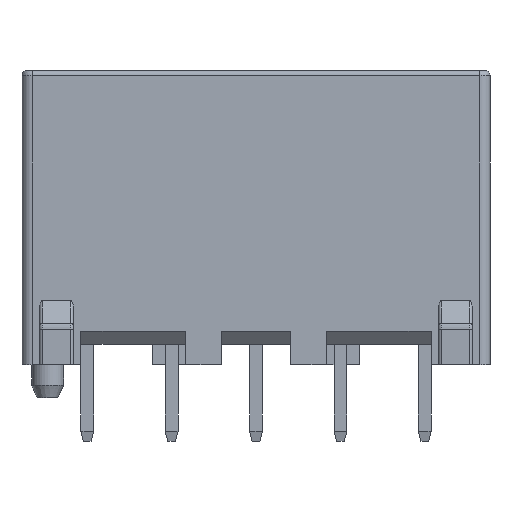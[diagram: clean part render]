
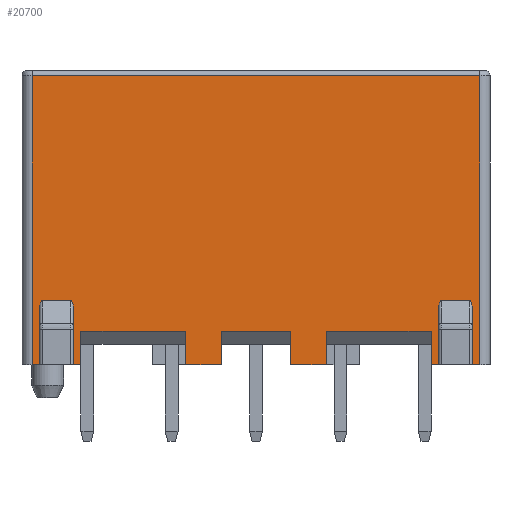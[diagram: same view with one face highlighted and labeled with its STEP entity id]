
A CAD part, front view. The second image highlights one B-rep face of the part: STEP entity #20700.
In plain terms, the highlighted planar face has unit normal (0, -1, 0).
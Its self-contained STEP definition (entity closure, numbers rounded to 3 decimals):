
#16800=CARTESIAN_POINT('',(-18.557,-3.45,0.));
#16810=DIRECTION('',(-1.,0.,-0.));
#16820=VECTOR('',#16810,1.);
#16830=LINE('',#16800,#16820);
#16840=CARTESIAN_POINT('',(-8.45,-3.45,0.));
#16850=VERTEX_POINT('',#16840);
#16860=CARTESIAN_POINT('',(-8.75,-3.45,0.));
#16870=VERTEX_POINT('',#16860);
#16880=EDGE_CURVE('',#16850,#16870,#16830,.T.);
#17280=CARTESIAN_POINT('',(-7.15,-3.45,0.));
#17290=VERTEX_POINT('',#17280);
#17320=CARTESIAN_POINT('',(-18.557,-3.45,0.));
#17330=DIRECTION('',(-1.,0.,-0.));
#17340=VECTOR('',#17330,1.);
#17350=LINE('',#17320,#17340);
#17360=CARTESIAN_POINT('',(-6.85,-3.45,0.));
#17370=VERTEX_POINT('',#17360);
#17380=EDGE_CURVE('',#17370,#17290,#17350,.T.);
#17900=CARTESIAN_POINT('',(-8.75,-3.45,11.3));
#17910=VERTEX_POINT('',#17900);
#17940=CARTESIAN_POINT('',(-8.75,-3.45,0.));
#17950=DIRECTION('',(0.,0.,1.));
#17960=VECTOR('',#17950,1.);
#17970=LINE('',#17940,#17960);
#17980=EDGE_CURVE('',#16870,#17910,#17970,.T.);
#18580=CARTESIAN_POINT('',(8.75,-3.45,11.3));
#18590=VERTEX_POINT('',#18580);
#18620=CARTESIAN_POINT('',(-8.75,-3.45,11.3));
#18630=DIRECTION('',(1.,0.,0.));
#18640=VECTOR('',#18630,1.);
#18650=LINE('',#18620,#18640);
#18660=EDGE_CURVE('',#17910,#18590,#18650,.T.);
#18710=CARTESIAN_POINT('',(-9.195,-3.45,-0.29));
#18720=DIRECTION('',(0.,-1.,-0.));
#18730=DIRECTION('',(-1.,0.,-0.));
#18740=AXIS2_PLACEMENT_3D('',#18710,#18720,#18730);
#18750=PLANE('',#18740);
#18760=CARTESIAN_POINT('',(-6.85,-3.45,1.652));
#18770=DIRECTION('',(0.,0.,1.));
#18780=VECTOR('',#18770,1.);
#18790=LINE('',#18760,#18780);
#18800=CARTESIAN_POINT('',(-6.85,-3.45,1.3));
#18810=VERTEX_POINT('',#18800);
#18820=EDGE_CURVE('',#17370,#18810,#18790,.T.);
#18830=ORIENTED_EDGE('',*,*,#18820,.T.);
#18840=ORIENTED_EDGE('',*,*,#17380,.F.);
#18850=CARTESIAN_POINT('',(-7.15,-3.45,1.652));
#18860=DIRECTION('',(0.,0.,1.));
#18870=VECTOR('',#18860,1.);
#18880=LINE('',#18850,#18870);
#18890=CARTESIAN_POINT('',(-7.15,-3.45,2.276));
#18900=VERTEX_POINT('',#18890);
#18910=EDGE_CURVE('',#17290,#18900,#18880,.T.);
#18920=ORIENTED_EDGE('',*,*,#18910,.F.);
#18930=CARTESIAN_POINT('',(-7.25,-3.45,2.5));
#18940=CARTESIAN_POINT('',(-7.15,-3.45,
2.5));
#18950=CARTESIAN_POINT('',(-7.15,-3.45,2.276));
#18960=(BOUNDED_CURVE() B_SPLINE_CURVE(2,(#18930,#18940,#18950),
.UNSPECIFIED.,.F.,.F.) B_SPLINE_CURVE_WITH_KNOTS((3,3),(0.,1.),
.UNSPECIFIED.) CURVE() GEOMETRIC_REPRESENTATION_ITEM() 
RATIONAL_B_SPLINE_CURVE((1.,0.707,1.)) REPRESENTATION_ITEM(
''));
#18970=CARTESIAN_POINT('',(-7.25,-3.45,2.5));
#18980=VERTEX_POINT('',#18970);
#18990=EDGE_CURVE('',#18980,#18900,#18960,.T.);
#19000=ORIENTED_EDGE('',*,*,#18990,.T.);
#19010=CARTESIAN_POINT('',(-18.557,-3.45,2.5));
#19020=DIRECTION('',(-1.,0.,0.));
#19030=VECTOR('',#19020,1.);
#19040=LINE('',#19010,#19030);
#19050=CARTESIAN_POINT('',(-8.35,-3.45,2.5));
#19060=VERTEX_POINT('',#19050);
#19070=EDGE_CURVE('',#18980,#19060,#19040,.T.);
#19080=ORIENTED_EDGE('',*,*,#19070,.F.);
#19090=CARTESIAN_POINT('',(-8.45,-3.45,2.276));
#19100=CARTESIAN_POINT('',(-8.45,-3.45,2.5));
#19110=CARTESIAN_POINT('',(-8.35,-3.45,2.5));
#19120=(BOUNDED_CURVE() B_SPLINE_CURVE(2,(#19090,#19100,#19110),
.UNSPECIFIED.,.F.,.F.) B_SPLINE_CURVE_WITH_KNOTS((3,3),(0.,1.),
.UNSPECIFIED.) CURVE() GEOMETRIC_REPRESENTATION_ITEM() 
RATIONAL_B_SPLINE_CURVE((1.,0.707,1.)) REPRESENTATION_ITEM(
''));
#19130=CARTESIAN_POINT('',(-8.45,-3.45,2.276));
#19140=VERTEX_POINT('',#19130);
#19150=EDGE_CURVE('',#19140,#19060,#19120,.T.);
#19160=ORIENTED_EDGE('',*,*,#19150,.T.);
#19170=CARTESIAN_POINT('',(-8.45,-3.45,1.652));
#19180=DIRECTION('',(0.,0.,-1.));
#19190=VECTOR('',#19180,1.);
#19200=LINE('',#19170,#19190);
#19210=EDGE_CURVE('',#19140,#16850,#19200,.T.);
#19220=ORIENTED_EDGE('',*,*,#19210,.F.);
#19230=ORIENTED_EDGE('',*,*,#16880,.F.);
#19240=ORIENTED_EDGE('',*,*,#17980,.F.);
#19250=ORIENTED_EDGE('',*,*,#18660,.F.);
#19260=CARTESIAN_POINT('',(8.75,-3.45,11.3));
#19270=DIRECTION('',(0.,0.,-1.));
#19280=VECTOR('',#19270,1.);
#19290=LINE('',#19260,#19280);
#19300=CARTESIAN_POINT('',(8.75,-3.45,0.));
#19310=VERTEX_POINT('',#19300);
#19320=EDGE_CURVE('',#18590,#19310,#19290,.T.);
#19330=ORIENTED_EDGE('',*,*,#19320,.F.);
#19340=CARTESIAN_POINT('',(-18.557,-3.45,0.));
#19350=DIRECTION('',(1.,0.,0.));
#19360=VECTOR('',#19350,1.);
#19370=LINE('',#19340,#19360);
#19380=CARTESIAN_POINT('',(8.45,-3.45,0.));
#19390=VERTEX_POINT('',#19380);
#19400=EDGE_CURVE('',#19390,#19310,#19370,.T.);
#19410=ORIENTED_EDGE('',*,*,#19400,.T.);
#19420=CARTESIAN_POINT('',(8.45,-3.45,1.652));
#19430=DIRECTION('',(0.,0.,-1.));
#19440=VECTOR('',#19430,1.);
#19450=LINE('',#19420,#19440);
#19460=CARTESIAN_POINT('',(8.45,-3.45,2.276));
#19470=VERTEX_POINT('',#19460);
#19480=EDGE_CURVE('',#19470,#19390,#19450,.T.);
#19490=ORIENTED_EDGE('',*,*,#19480,.T.);
#19500=CARTESIAN_POINT('',(8.35,-3.45,2.5));
#19510=CARTESIAN_POINT('',(8.45,-3.45,2.5));
#19520=CARTESIAN_POINT('',(8.45,-3.45,2.276));
#19530=(BOUNDED_CURVE() B_SPLINE_CURVE(2,(#19500,#19510,#19520),
.UNSPECIFIED.,.F.,.F.) B_SPLINE_CURVE_WITH_KNOTS((3,3),(0.,1.),
.UNSPECIFIED.) CURVE() GEOMETRIC_REPRESENTATION_ITEM() 
RATIONAL_B_SPLINE_CURVE((1.,0.707,1.)) REPRESENTATION_ITEM(
''));
#19540=CARTESIAN_POINT('',(8.35,-3.45,2.5));
#19550=VERTEX_POINT('',#19540);
#19560=EDGE_CURVE('',#19550,#19470,#19530,.T.);
#19570=ORIENTED_EDGE('',*,*,#19560,.T.);
#19580=CARTESIAN_POINT('',(-18.557,-3.45,2.5));
#19590=DIRECTION('',(1.,0.,0.));
#19600=VECTOR('',#19590,1.);
#19610=LINE('',#19580,#19600);
#19620=CARTESIAN_POINT('',(7.25,-3.45,2.5));
#19630=VERTEX_POINT('',#19620);
#19640=EDGE_CURVE('',#19630,#19550,#19610,.T.);
#19650=ORIENTED_EDGE('',*,*,#19640,.T.);
#19660=CARTESIAN_POINT('',(7.15,-3.45,2.276));
#19670=CARTESIAN_POINT('',(7.15,-3.45,2.5));
#19680=CARTESIAN_POINT('',(7.25,-3.45,2.5));
#19690=(BOUNDED_CURVE() B_SPLINE_CURVE(2,(#19660,#19670,#19680),
.UNSPECIFIED.,.F.,.F.) B_SPLINE_CURVE_WITH_KNOTS((3,3),(0.,1.),
.UNSPECIFIED.) CURVE() GEOMETRIC_REPRESENTATION_ITEM() 
RATIONAL_B_SPLINE_CURVE((1.,0.707,1.)) REPRESENTATION_ITEM(
''));
#19700=CARTESIAN_POINT('',(7.15,-3.45,2.276));
#19710=VERTEX_POINT('',#19700);
#19720=EDGE_CURVE('',#19710,#19630,#19690,.T.);
#19730=ORIENTED_EDGE('',*,*,#19720,.T.);
#19740=CARTESIAN_POINT('',(7.15,-3.45,1.652));
#19750=DIRECTION('',(-0.,0.,1.));
#19760=VECTOR('',#19750,1.);
#19770=LINE('',#19740,#19760);
#19780=CARTESIAN_POINT('',(7.15,-3.45,0.));
#19790=VERTEX_POINT('',#19780);
#19800=EDGE_CURVE('',#19790,#19710,#19770,.T.);
#19810=ORIENTED_EDGE('',*,*,#19800,.T.);
#19820=CARTESIAN_POINT('',(-18.557,-3.45,0.));
#19830=DIRECTION('',(1.,0.,0.));
#19840=VECTOR('',#19830,1.);
#19850=LINE('',#19820,#19840);
#19860=CARTESIAN_POINT('',(6.85,-3.45,0.));
#19870=VERTEX_POINT('',#19860);
#19880=EDGE_CURVE('',#19870,#19790,#19850,.T.);
#19890=ORIENTED_EDGE('',*,*,#19880,.T.);
#19900=CARTESIAN_POINT('',(6.85,-3.45,1.652));
#19910=DIRECTION('',(-0.,0.,1.));
#19920=VECTOR('',#19910,1.);
#19930=LINE('',#19900,#19920);
#19940=CARTESIAN_POINT('',(6.85,-3.45,1.3));
#19950=VERTEX_POINT('',#19940);
#19960=EDGE_CURVE('',#19870,#19950,#19930,.T.);
#19970=ORIENTED_EDGE('',*,*,#19960,.F.);
#19980=CARTESIAN_POINT('',(-18.557,-3.45,1.3));
#19990=DIRECTION('',(1.,0.,0.));
#20000=VECTOR('',#19990,1.);
#20010=LINE('',#19980,#20000);
#20020=CARTESIAN_POINT('',(2.75,-3.45,1.3));
#20030=VERTEX_POINT('',#20020);
#20040=EDGE_CURVE('',#20030,#19950,#20010,.T.);
#20050=ORIENTED_EDGE('',*,*,#20040,.T.);
#20060=CARTESIAN_POINT('',(2.75,-3.45,1.652));
#20070=DIRECTION('',(0.,0.,1.));
#20080=VECTOR('',#20070,1.);
#20090=LINE('',#20060,#20080);
#20100=CARTESIAN_POINT('',(2.75,-3.45,0.));
#20110=VERTEX_POINT('',#20100);
#20120=EDGE_CURVE('',#20110,#20030,#20090,.T.);
#20130=ORIENTED_EDGE('',*,*,#20120,.T.);
#20140=CARTESIAN_POINT('',(-18.557,-3.45,0.));
#20150=DIRECTION('',(-1.,0.,-0.));
#20160=VECTOR('',#20150,1.);
#20170=LINE('',#20140,#20160);
#20180=CARTESIAN_POINT('',(1.35,-3.45,0.));
#20190=VERTEX_POINT('',#20180);
#20200=EDGE_CURVE('',#20110,#20190,#20170,.T.);
#20210=ORIENTED_EDGE('',*,*,#20200,.F.);
#20220=CARTESIAN_POINT('',(1.35,-3.45,1.652));
#20230=DIRECTION('',(-0.,0.,1.));
#20240=VECTOR('',#20230,1.);
#20250=LINE('',#20220,#20240);
#20260=CARTESIAN_POINT('',(1.35,-3.45,1.3));
#20270=VERTEX_POINT('',#20260);
#20280=EDGE_CURVE('',#20190,#20270,#20250,.T.);
#20290=ORIENTED_EDGE('',*,*,#20280,.F.);
#20300=CARTESIAN_POINT('',(-18.557,-3.45,1.3));
#20310=DIRECTION('',(1.,0.,0.));
#20320=VECTOR('',#20310,1.);
#20330=LINE('',#20300,#20320);
#20340=CARTESIAN_POINT('',(-1.35,-3.45,1.3));
#20350=VERTEX_POINT('',#20340);
#20360=EDGE_CURVE('',#20350,#20270,#20330,.T.);
#20370=ORIENTED_EDGE('',*,*,#20360,.T.);
#20380=CARTESIAN_POINT('',(-1.35,-3.45,1.652));
#20390=DIRECTION('',(0.,0.,1.));
#20400=VECTOR('',#20390,1.);
#20410=LINE('',#20380,#20400);
#20420=CARTESIAN_POINT('',(-1.35,-3.45,0.));
#20430=VERTEX_POINT('',#20420);
#20440=EDGE_CURVE('',#20430,#20350,#20410,.T.);
#20450=ORIENTED_EDGE('',*,*,#20440,.T.);
#20460=CARTESIAN_POINT('',(-18.557,-3.45,0.));
#20470=DIRECTION('',(-1.,0.,-0.));
#20480=VECTOR('',#20470,1.);
#20490=LINE('',#20460,#20480);
#20500=CARTESIAN_POINT('',(-2.75,-3.45,0.));
#20510=VERTEX_POINT('',#20500);
#20520=EDGE_CURVE('',#20430,#20510,#20490,.T.);
#20530=ORIENTED_EDGE('',*,*,#20520,.F.);
#20540=CARTESIAN_POINT('',(-2.75,-3.45,1.652));
#20550=DIRECTION('',(-0.,0.,1.));
#20560=VECTOR('',#20550,1.);
#20570=LINE('',#20540,#20560);
#20580=CARTESIAN_POINT('',(-2.75,-3.45,1.3));
#20590=VERTEX_POINT('',#20580);
#20600=EDGE_CURVE('',#20510,#20590,#20570,.T.);
#20610=ORIENTED_EDGE('',*,*,#20600,.F.);
#20620=CARTESIAN_POINT('',(-18.557,-3.45,1.3));
#20630=DIRECTION('',(1.,0.,0.));
#20640=VECTOR('',#20630,1.);
#20650=LINE('',#20620,#20640);
#20660=EDGE_CURVE('',#18810,#20590,#20650,.T.);
#20670=ORIENTED_EDGE('',*,*,#20660,.T.);
#20680=EDGE_LOOP('',(#20670,#20610,#20530,#20450,#20370,#20290,#20210,
#20130,#20050,#19970,#19890,#19810,#19730,#19650,#19570,#19490,#19410,
#19330,#19250,#19240,#19230,#19220,#19160,#19080,#19000,#18920,#18840,
#18830));
#20690=FACE_OUTER_BOUND('',#20680,.T.);
#20700=ADVANCED_FACE('',(#20690),#18750,.T.);
